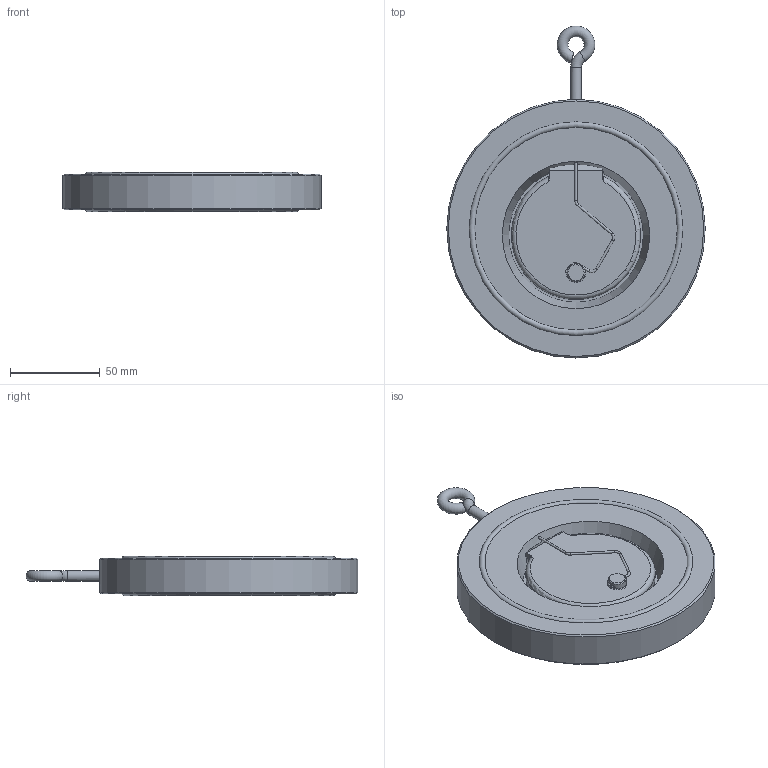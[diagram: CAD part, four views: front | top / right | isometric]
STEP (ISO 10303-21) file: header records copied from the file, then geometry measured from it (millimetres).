
FILE_DESCRIPTION (( 'STEP AP214' ), '1' );
FILE_NAME ('920-80-F.STEP', '2021-11-23T10:02:01', ( 'admin' ), ( 'Hewlett-Packard Company' ), 'SwSTEP 2.0', 'SolidWorks 2015', '' );
FILE_SCHEMA (( 'AUTOMOTIVE_DESIGN' ));
Length unit declared in the file: millimetre
Products named in the file (1): 920-80-F
Bounding box: 144 x 184.97 x 21.8 mm (x, y, z)
Volume: 285543.6 mm3; surface area: 51403.9 mm2
Topology: 1 solids, 2 shells, 63 faces, 140 edges, 85 vertices
Faces by surface type: plane 19, cylinder 17, torus 17, cone 6, sphere 2, bspline 2
Full cylindrical faces by diameter (mm): 1.25 x5, 5 x1, 6 x1, 10 x1, 54 x1, 144 x1
Entity records: 1821 total; most frequent: CARTESIAN_POINT 588, DIRECTION 258, ORIENTED_EDGE 194, AXIS2_PLACEMENT_3D 120, EDGE_LOOP 105, EDGE_CURVE 97, FACE_OUTER_BOUND 86, VERTEX_POINT 76
